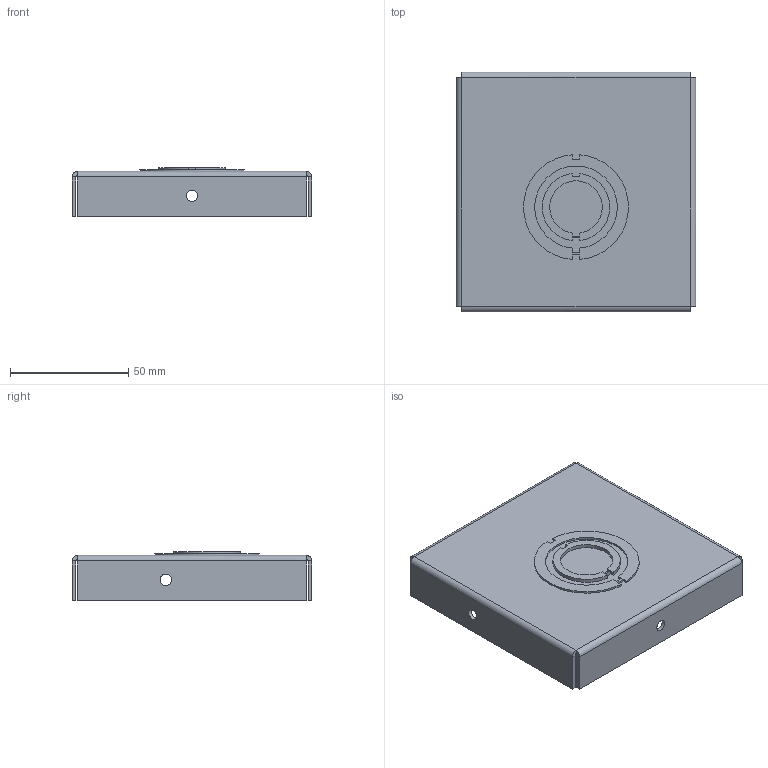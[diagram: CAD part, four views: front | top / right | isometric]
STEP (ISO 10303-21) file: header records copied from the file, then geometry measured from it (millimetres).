
FILE_DESCRIPTION(/* description */ ('END CAP WIREWAY FITTING, CS, 4X4'),/* implementation_level */ '2;1');
FILE_NAME(/* name */ 'E0404.stp',/* time_stamp */ '2017-06-13T15:41:49-05:00',/* author */ ('wford'),/* organization */ (''),/* preprocessor_version */ 'ST-DEVELOPER v16.1',/* originating_system */ 'Autodesk Inventor 2016',/* authorisation */ '');
FILE_SCHEMA (('AUTOMOTIVE_DESIGN { 1 0 10303 214 3 1 1 }'));
Length unit declared in the file: inch
Products named in the file (1): E-endcap
Bounding box: 101.6 x 101.6 x 20.62 mm (x, y, z)
Volume: 26029 mm3; surface area: 35817.8 mm2
Topology: 2 solids, 4 shells, 98 faces, 220 edges, 132 vertices
Faces by surface type: plane 66, cylinder 24, bspline 8
Full cylindrical faces by diameter (mm): 4.762 x4
Entity records: 2879 total; most frequent: CARTESIAN_POINT 695, ORIENTED_EDGE 456, DIRECTION 411, EDGE_CURVE 216, LINE 171, VECTOR 171, VERTEX_POINT 132, AXIS2_PLACEMENT_3D 120
